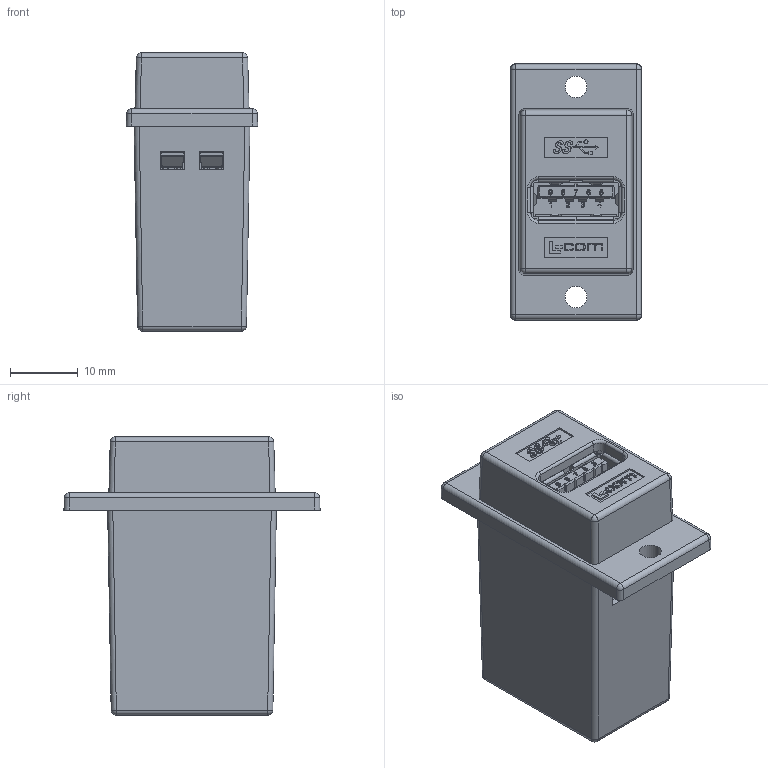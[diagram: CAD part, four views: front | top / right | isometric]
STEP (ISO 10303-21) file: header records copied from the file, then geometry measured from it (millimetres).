
FILE_DESCRIPTION (( 'STEP AP203' ), '1' );
FILE_NAME ('ECF504-3AA.STEP', '2021-03-10T08:25:19', ( '' ), ( '' ), 'SwSTEP 2.0', 'SolidWorks 2020', '' );
FILE_SCHEMA (( 'CONFIG_CONTROL_DESIGN' ));
Products named in the file (7): 1BC01-107; 1AA05-054_Crimped; ECF504-3AA; ECF504-3AA-MA1; 1AG01-312; 1AM07-127_ﾄｬﾈﾏｨｨ_; 1AG01-311
Assembly tree (7 placements, depth 3):
  ECF504-3AA
    ECF504-3AA-MA1
      1BC01-107
      1AA05-054_Crimped  x2
    1AG01-311
    1AG01-312
    1AM07-127_ﾄｬﾈﾏｨｨ_
Bounding box: 19.4 x 37.8 x 41.06 mm (x, y, z)
Volume: 9090.3 mm3; surface area: 14356.5 mm2
Topology: 6 solids, 6 shells, 3082 faces, 8346 edges, 5456 vertices
Faces by surface type: plane 1783, cylinder 648, bspline 561, torus 56, sphere 18, cone 16
Entity records: 97284 total; most frequent: CARTESIAN_POINT 40162, ORIENTED_EDGE 12748, DIRECTION 9789, EDGE_CURVE 6374, LINE 4363, VECTOR 4363, VERTEX_POINT 4175, AXIS2_PLACEMENT_3D 2713
